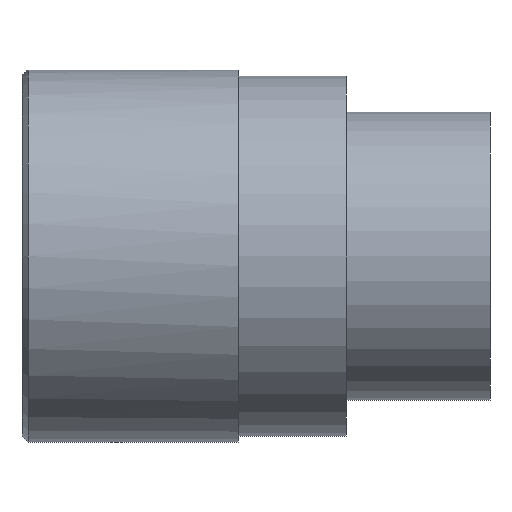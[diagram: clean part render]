
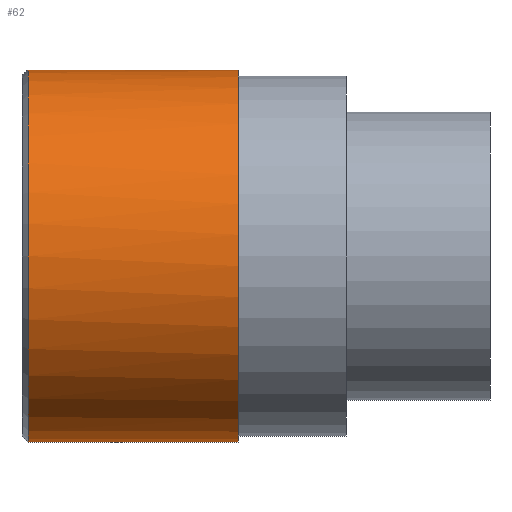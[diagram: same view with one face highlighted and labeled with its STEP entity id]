
A CAD part, left-side view. The second image highlights one B-rep face of the part: STEP entity #62.
In plain terms, the highlighted cylindrical face has radius 15.5 mm (diameter 31 mm), a full revolution.
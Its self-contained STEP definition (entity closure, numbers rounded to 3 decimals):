
#36=CYLINDRICAL_SURFACE('',#1353,15.5);
#53=ELLIPSE('',#1350,21.92,15.5);
#54=ELLIPSE('',#1352,21.92,15.5);
#62=ADVANCED_FACE('',(#531,#532),#36,.T.);
#293=LINE('',#1907,#424);
#294=LINE('',#1912,#425);
#424=VECTOR('',#1512,1.);
#425=VECTOR('',#1515,1.);
#531=FACE_BOUND('',#563,.T.);
#532=FACE_BOUND('',#564,.T.);
#563=EDGE_LOOP('',(#695,#696,#697,#698,#699,#700));
#564=EDGE_LOOP('',(#701));
#695=ORIENTED_EDGE('',*,*,#1162,.F.);
#696=ORIENTED_EDGE('',*,*,#1163,.F.);
#697=ORIENTED_EDGE('',*,*,#1164,.T.);
#698=ORIENTED_EDGE('',*,*,#1165,.T.);
#699=ORIENTED_EDGE('',*,*,#1166,.F.);
#700=ORIENTED_EDGE('',*,*,#1167,.T.);
#701=ORIENTED_EDGE('',*,*,#1161,.T.);
#1041=VERTEX_POINT('',#1905);
#1042=VERTEX_POINT('',#1908);
#1043=VERTEX_POINT('',#1909);
#1044=VERTEX_POINT('',#1911);
#1045=VERTEX_POINT('',#1913);
#1046=VERTEX_POINT('',#1915);
#1047=VERTEX_POINT('',#1917);
#1161=EDGE_CURVE('',#1041,#1041,#1305,.T.);
#1162=EDGE_CURVE('',#1042,#1043,#293,.T.);
#1163=EDGE_CURVE('',#1044,#1042,#1306,.T.);
#1164=EDGE_CURVE('',#1044,#1045,#294,.T.);
#1165=EDGE_CURVE('',#1045,#1046,#53,.T.);
#1166=EDGE_CURVE('',#1047,#1046,#1307,.T.);
#1167=EDGE_CURVE('',#1047,#1043,#54,.T.);
#1305=CIRCLE('',#1347,15.5);
#1306=CIRCLE('',#1349,15.5);
#1307=CIRCLE('',#1351,15.5);
#1347=AXIS2_PLACEMENT_3D('',#1904,#1508,#1509);
#1349=AXIS2_PLACEMENT_3D('',#1910,#1513,#1514);
#1350=AXIS2_PLACEMENT_3D('',#1914,#1516,#1517);
#1351=AXIS2_PLACEMENT_3D('',#1916,#1518,#1519);
#1352=AXIS2_PLACEMENT_3D('',#1918,#1520,#1521);
#1353=AXIS2_PLACEMENT_3D('',#1919,#1522,#1523);
#1508=DIRECTION('',(0.,-1.,0.));
#1509=DIRECTION('',(0.,0.,-1.));
#1512=DIRECTION('',(0.,1.,0.));
#1513=DIRECTION('',(0.,-1.,0.));
#1514=DIRECTION('',(0.,0.,-1.));
#1515=DIRECTION('',(0.,1.,0.));
#1516=DIRECTION('',(0.036,0.707,0.706));
#1517=DIRECTION('',(0.036,-0.707,0.706));
#1518=DIRECTION('',(0.,-1.,0.));
#1519=DIRECTION('',(0.,0.,1.));
#1520=DIRECTION('',(0.036,0.707,-0.706));
#1521=DIRECTION('',(0.036,-0.707,-0.706));
#1522=DIRECTION('',(0.,-1.,0.));
#1523=DIRECTION('',(0.,0.,-1.));
#1904=CARTESIAN_POINT('',(130.5,128.5,0.));
#1905=CARTESIAN_POINT('',(130.5,128.5,-15.5));
#1907=CARTESIAN_POINT('',(140.892,104.,-11.5));
#1908=CARTESIAN_POINT('',(140.892,111.,-11.5));
#1909=CARTESIAN_POINT('',(140.892,124.005,-11.5));
#1910=CARTESIAN_POINT('',(130.5,111.,0.));
#1911=CARTESIAN_POINT('',(140.892,111.,11.5));
#1912=CARTESIAN_POINT('',(140.892,104.,11.5));
#1913=CARTESIAN_POINT('',(140.892,124.005,11.5));
#1914=CARTESIAN_POINT('',(130.5,136.014,0.));
#1915=CARTESIAN_POINT('',(141.947,125.,10.451));
#1916=CARTESIAN_POINT('',(130.5,125.,0.));
#1917=CARTESIAN_POINT('',(141.947,125.,-10.451));
#1918=CARTESIAN_POINT('',(130.5,136.014,0.));
#1919=CARTESIAN_POINT('',(130.5,85.5,0.));
